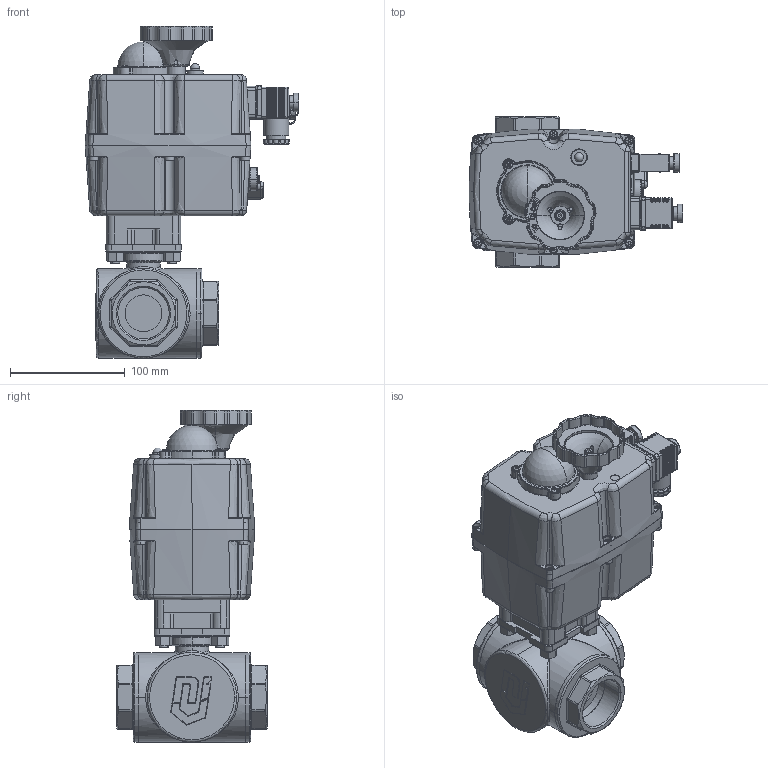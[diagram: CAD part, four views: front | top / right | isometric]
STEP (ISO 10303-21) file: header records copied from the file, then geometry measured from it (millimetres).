
FILE_DESCRIPTION(('HOOPS Exchange Step'),'2;1');
FILE_NAME('EK09_DN40.stp','2025-05-30T13:15:10+02:00',('nieru'),('Unknown organisation'),'HOOPS Exchange 2024.2','HOOPS Exchange','Unknown authorisation');
FILE_SCHEMA( ('AP203_CONFIGURATION_CONTROLLED_3D_DESIGN_OF_MECHANICAL_PARTS_AND_ASSEMBLIES_MIM_LF') );
Length unit declared in the file: millimetre
Products named in the file (5): 0; root
Assembly tree (4 placements, depth 4):
  root
    0
      0
        0
        0
Bounding box: 186.19 x 131 x 289.4 mm (x, y, z)
Volume: 2370600.8 mm3; surface area: 334967.3 mm2
Topology: 56 solids, 56 shells, 3740 faces, 9255 edges, 5611 vertices
Faces by surface type: cylinder 1303, plane 862, bspline 687, torus 667, cone 172, sphere 49
Full cylindrical faces by diameter (mm): 2.204 x3, 7.825 x1, 11 x1, 11.516 x1, 14 x1, 14.894 x1, 16.5 x1, 17.927 x1, 30 x1, 36.194 x1, 39.9 x1, 45 x1
Entity records: 203269 total; most frequent: CARTESIAN_POINT 124179, ORIENTED_EDGE 18308, DIRECTION 13583, EDGE_CURVE 9154, VERTEX_POINT 5611, AXIS2_PLACEMENT_3D 5583, EDGE_LOOP 3947, FACE_BOUND 3947
